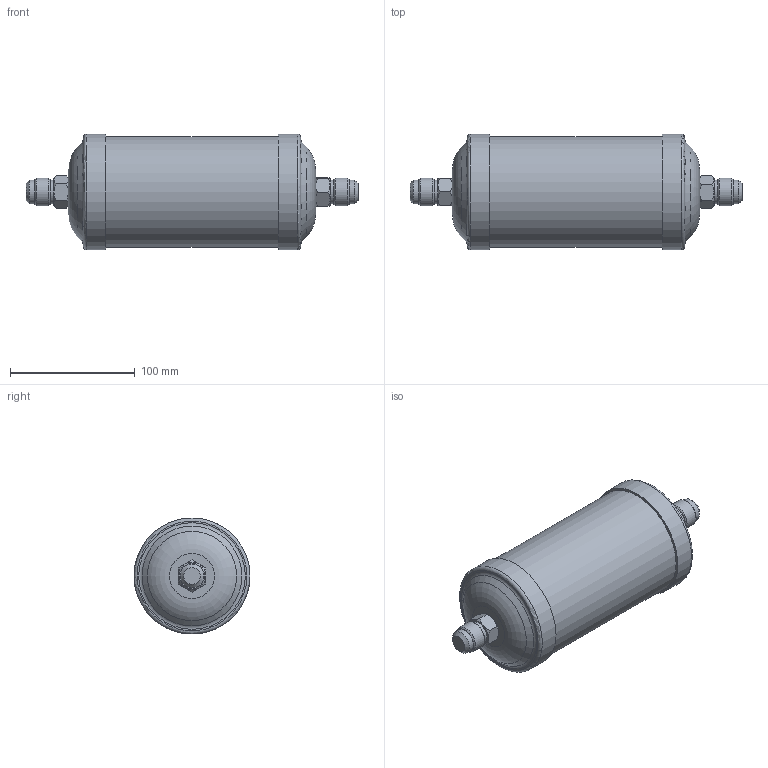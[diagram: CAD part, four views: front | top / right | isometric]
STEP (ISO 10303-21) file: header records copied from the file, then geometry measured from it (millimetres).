
FILE_DESCRIPTION(('TFLEX Exchange Step'),'2;1');
FILE_NAME('023B8032R - DGL 415.stp', '2023-06-13T10:57:50+03:00',('RUCO2978'),('Unknown organisation'),'TFLEX Exchange 2022.1','T-FLEX CAD','Unknown authorisation');
FILE_SCHEMA( ('AP242_MANAGED_MODEL_BASED_3D_ENGINEERING_MIM_LF {1 0 10303 442 1 1 4 }') );
Length unit declared in the file: millimetre
Products named in the file (1): Nodes
Bounding box: 266 x 92.8 x 92.8 mm (x, y, z)
Volume: 1211397.9 mm3; surface area: 69422.4 mm2
Topology: 1 solids, 1 shells, 73 faces, 175 edges, 116 vertices
Faces by surface type: cone 32, plane 26, cylinder 9, torus 6
Full cylindrical faces by diameter (mm): 19 x4, 22.225 x2, 88.9 x1, 92.8 x2
Entity records: 3208 total; most frequent: CARTESIAN_POINT 1460, DIRECTION 367, ORIENTED_EDGE 350, EDGE_CURVE 175, AXIS2_PLACEMENT_3D 169, VERTEX_POINT 116, CIRCLE 94, EDGE_LOOP 85
